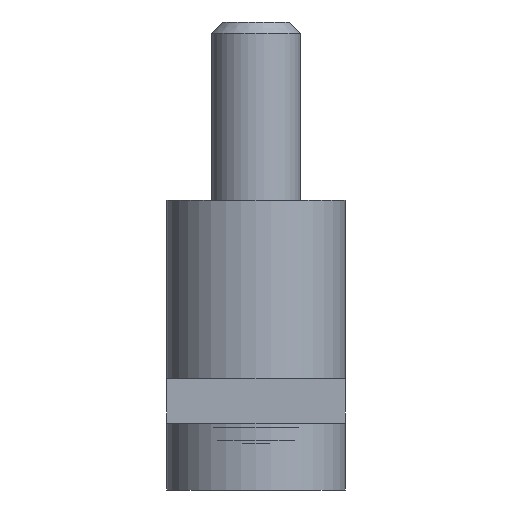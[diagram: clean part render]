
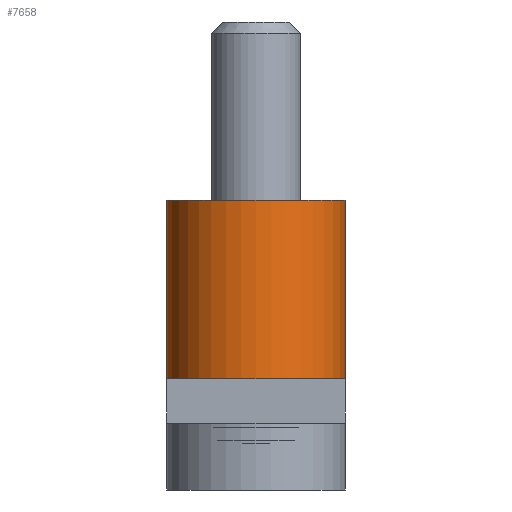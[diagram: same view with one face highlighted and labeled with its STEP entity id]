
A CAD part, left-side view. The second image highlights one B-rep face of the part: STEP entity #7658.
In plain terms, the highlighted cylindrical face has radius 4 mm (diameter 8 mm), a partial arc.
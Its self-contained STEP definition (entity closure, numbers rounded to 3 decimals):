
#23 = AXIS2_PLACEMENT_3D ( 'NONE', #3567, #5735, #2677 ) ;
#41 = DIRECTION ( 'NONE',  ( 0., 1., 0. ) ) ;
#46 = CARTESIAN_POINT ( 'NONE',  ( 0., 0., -4. ) ) ;
#269 = CARTESIAN_POINT ( 'NONE',  ( 0., 0., 0. ) ) ;
#340 = CARTESIAN_POINT ( 'NONE',  ( 0., -8., 4. ) ) ;
#402 = DIRECTION ( 'NONE',  ( 0., 1., 0. ) ) ;
#1868 = CARTESIAN_POINT ( 'NONE',  ( 0., -8., -4. ) ) ;
#2031 = AXIS2_PLACEMENT_3D ( 'NONE', #4687, #5419, #4963 ) ;
#2037 = CYLINDRICAL_SURFACE ( 'NONE', #2031, 4. ) ;
#2084 = FACE_OUTER_BOUND ( 'NONE', #2637, .T. ) ;
#2186 = VERTEX_POINT ( 'NONE', #5753 ) ;
#2637 = EDGE_LOOP ( 'NONE', ( #2653, #4763, #6310, #3726 ) ) ;
#2653 = ORIENTED_EDGE ( 'NONE', *, *, #6657, .F. ) ;
#2677 = DIRECTION ( 'NONE',  ( 0., 0., 1. ) ) ;
#2790 = AXIS2_PLACEMENT_3D ( 'NONE', #269, #5134, #7614 ) ;
#3112 = VERTEX_POINT ( 'NONE', #1868 ) ;
#3119 = CARTESIAN_POINT ( 'NONE',  ( 0., 0., 4. ) ) ;
#3252 = CIRCLE ( 'NONE', #2790, 4. ) ;
#3362 = VECTOR ( 'NONE', #402, 1000. ) ;
#3364 = CIRCLE ( 'NONE', #23, 4. ) ;
#3378 = LINE ( 'NONE', #7592, #3362 ) ;
#3478 = VERTEX_POINT ( 'NONE', #340 ) ;
#3567 = CARTESIAN_POINT ( 'NONE',  ( 0., -8., 0. ) ) ;
#3574 = VECTOR ( 'NONE', #41, 1000. ) ;
#3726 = ORIENTED_EDGE ( 'NONE', *, *, #6895, .F. ) ;
#3854 = LINE ( 'NONE', #46, #3574 ) ;
#4687 = CARTESIAN_POINT ( 'NONE',  ( 0., 0., 0. ) ) ;
#4763 = ORIENTED_EDGE ( 'NONE', *, *, #6852, .T. ) ;
#4963 = DIRECTION ( 'NONE',  ( 0., 0., 1. ) ) ;
#5134 = DIRECTION ( 'NONE',  ( 0., 1., 0. ) ) ;
#5419 = DIRECTION ( 'NONE',  ( 0., 1., 0. ) ) ;
#5651 = VERTEX_POINT ( 'NONE', #3119 ) ;
#5735 = DIRECTION ( 'NONE',  ( 0., 1., 0. ) ) ;
#5753 = CARTESIAN_POINT ( 'NONE',  ( 0., 0., -4. ) ) ;
#6310 = ORIENTED_EDGE ( 'NONE', *, *, #6821, .T. ) ;
#6657 = EDGE_CURVE ( 'NONE', #3112, #2186, #3854, .T. ) ;
#6821 = EDGE_CURVE ( 'NONE', #3478, #5651, #3378, .T. ) ;
#6852 = EDGE_CURVE ( 'NONE', #3112, #3478, #3364, .T. ) ;
#6895 = EDGE_CURVE ( 'NONE', #2186, #5651, #3252, .T. ) ;
#7592 = CARTESIAN_POINT ( 'NONE',  ( 0., 0., 4. ) ) ;
#7614 = DIRECTION ( 'NONE',  ( 0., 0., 1. ) ) ;
#7658 = ADVANCED_FACE ( 'NONE', ( #2084 ), #2037, .T. ) ;
